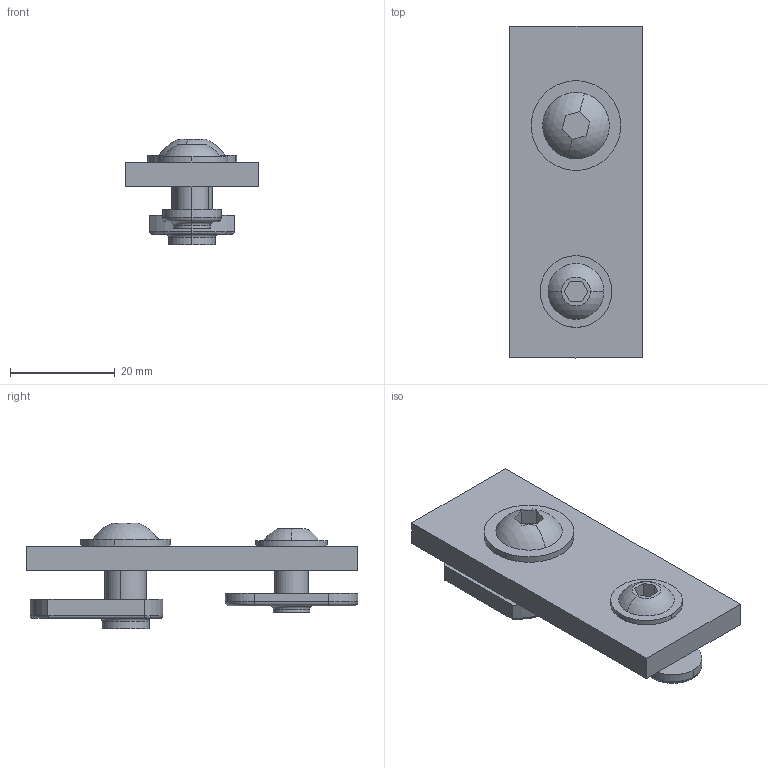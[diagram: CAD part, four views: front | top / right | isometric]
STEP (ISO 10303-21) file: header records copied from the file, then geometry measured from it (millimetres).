
FILE_DESCRIPTION (( 'STEP AP203' ), '1' );
FILE_NAME ('653273.SLDASM.step', '2003-10-13T11:32:57', ( 'Jerry Winters' ), ( 'GoEngineer' ), 'SwSTEP 2.0', 'SolidWorks 2003174', '' );
FILE_SCHEMA (( 'CONFIG_CONTROL_DESIGN' ));
Length unit declared in the file: inch
Products named in the file (8): 653273.SLDASM; Joining Plate (STD)_653273; 651130; FBHSCS_651136; 651163; 651129; FBHSCS_651134; 651097
Assembly tree (7 placements, depth 3):
  653273.SLDASM
    651129
      FBHSCS_651134
      651097
    Joining Plate (STD)_653273
    651130
      FBHSCS_651136
      651163
Bounding box: 25.4 x 63.5 x 20.27 mm (x, y, z)
Volume: 10944 mm3; surface area: 7572.6 mm2
Topology: 5 solids, 5 shells, 81 faces, 176 edges, 112 vertices
Faces by surface type: plane 37, cylinder 30, torus 10, sphere 4
Entity records: 3132 total; most frequent: DIRECTION 446, CARTESIAN_POINT 401, ORIENTED_EDGE 352, AXIS2_PLACEMENT_3D 181, EDGE_CURVE 176, VERTEX_POINT 112, EDGE_LOOP 96, CIRCLE 88
